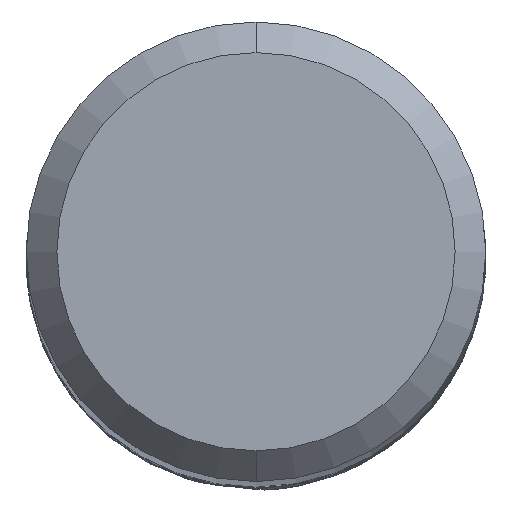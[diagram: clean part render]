
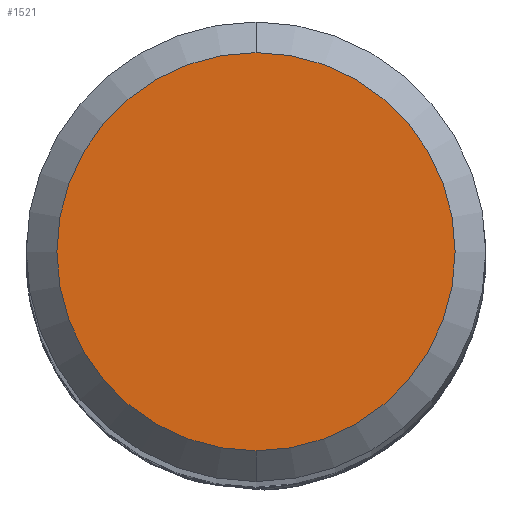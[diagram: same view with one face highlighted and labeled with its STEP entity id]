
A CAD part, top view. The second image highlights one B-rep face of the part: STEP entity #1521.
In plain terms, the highlighted planar face has unit normal (0, 0, 1).
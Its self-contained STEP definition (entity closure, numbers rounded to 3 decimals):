
#667=VERTEX_POINT('',#1849);
#815=EDGE_CURVE('',#667,#1575,#2017,.T.);
#1331=EDGE_CURVE('',#1575,#667,#2574,.T.);
#1521=ADVANCED_FACE('',(#2779),#2780,.T.);
#1575=VERTEX_POINT('',#2838);
#1849=CARTESIAN_POINT('',(0.0,2.6,0.0));
#2017=CIRCLE('',#6018,2.6);
#2574=CIRCLE('',#11655,2.6);
#2779=FACE_OUTER_BOUND('',#13178,.T.);
#2780=PLANE('',#13179);
#2838=CARTESIAN_POINT('',(0.,-2.6,0.0));
#6018=AXIS2_PLACEMENT_3D('',#16681,#16682,#16683);
#11655=AXIS2_PLACEMENT_3D('',#17185,#17186,#17187);
#13178=EDGE_LOOP('',(#17385,#17386));
#13179=AXIS2_PLACEMENT_3D('',#17387,#17388,#17389);
#16681=CARTESIAN_POINT('',(0.0,0.0,0.0));
#16682=DIRECTION('',(0.0,0.0,-1.0));
#16683=DIRECTION('',(0.0,1.0,0.0));
#17185=CARTESIAN_POINT('',(0.0,0.0,0.0));
#17186=DIRECTION('',(0.0,0.0,-1.0));
#17187=DIRECTION('',(0.0,1.0,0.0));
#17385=ORIENTED_EDGE('',*,*,#815,.F.);
#17386=ORIENTED_EDGE('',*,*,#1331,.F.);
#17387=CARTESIAN_POINT('',(0.0,1.3,0.0));
#17388=DIRECTION('',(-0.0,0.0,1.0));
#17389=DIRECTION('',(0.0,-1.0,0.0));
